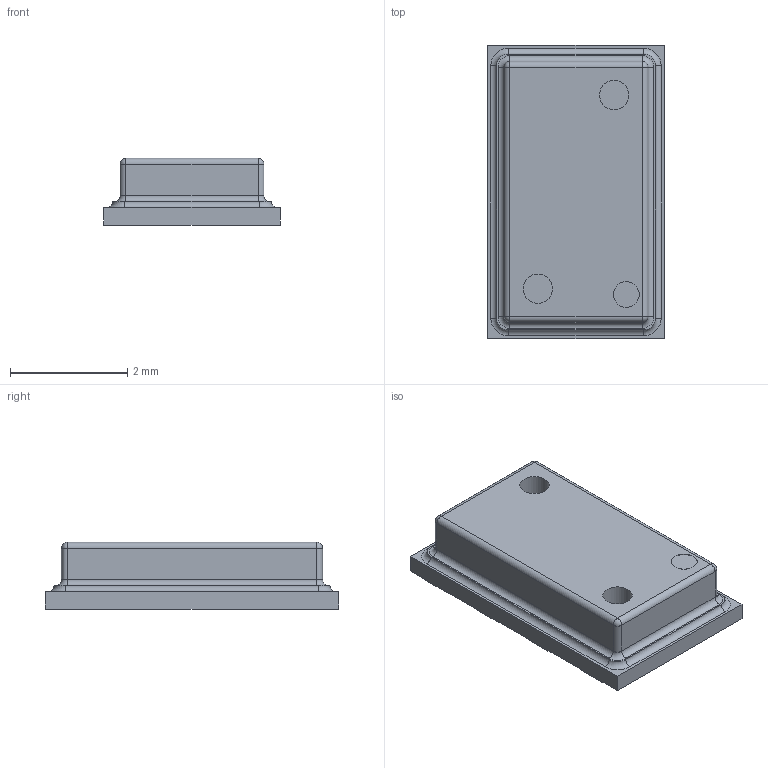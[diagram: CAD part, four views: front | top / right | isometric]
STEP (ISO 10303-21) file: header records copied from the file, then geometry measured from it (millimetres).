
FILE_DESCRIPTION(/* description */ ('STEP AP242','CAx-IF Rec.Pracs.---Representation and Presentation of Product Manufacturing Information (PMI)---4.0---2014-10-13','CAx-IF Rec.Pracs.---3D Tessellated Geometry---0.4---2014-09-14','2;1'),/* implementation_level */ '2;1');
FILE_NAME(/* name */ '67e5c9ce0f5e9a0804fd1a3b',/* time_stamp */ '2025-03-27T21:57:35Z',/* author */ (''),/* organization */ (''),/* preprocessor_version */ 'ST-DEVELOPER v20',/* originating_system */ 'ONSHAPE BY PTC INC, 1.195',/* authorisation */ ' ');
FILE_SCHEMA (('AP242_MANAGED_MODEL_BASED_3D_ENGINEERING_MIM_LF { 1 0 10303 442 1 1 4 }'));
Length unit declared in the file: metre
Products named in the file (1): DFN-8_L5.0-W3.0-P1.25-BL-BR~DFN-8_L5.0-W3.0-P1.25-BL-BR~tLj9
Bounding box: 3 x 5 x 1.15 mm (x, y, z)
Volume: 13.7 mm3; surface area: 46.1 mm2
Topology: 1 solids, 1 shells, 82 faces, 207 edges, 129 vertices
Faces by surface type: plane 49, cylinder 21, torus 8, sphere 4
Full cylindrical faces by diameter (mm): 0.163 x1, 0.442 x1, 0.5 x2
Entity records: 2980 total; most frequent: DIRECTION 418, CARTESIAN_POINT 409, ORIENTED_EDGE 396, EDGE_CURVE 198, LINE 144, VECTOR 144, AXIS2_PLACEMENT_3D 137, VERTEX_POINT 128
